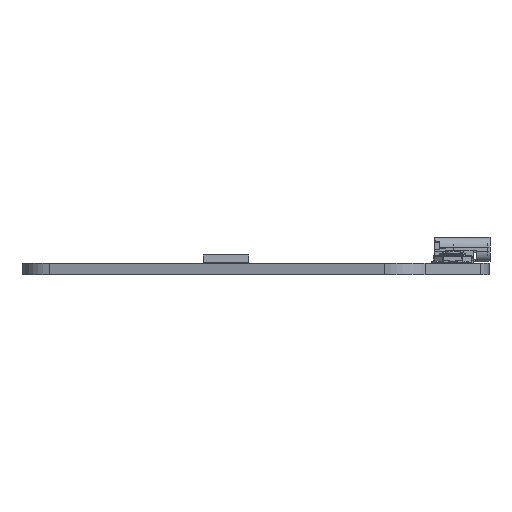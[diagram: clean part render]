
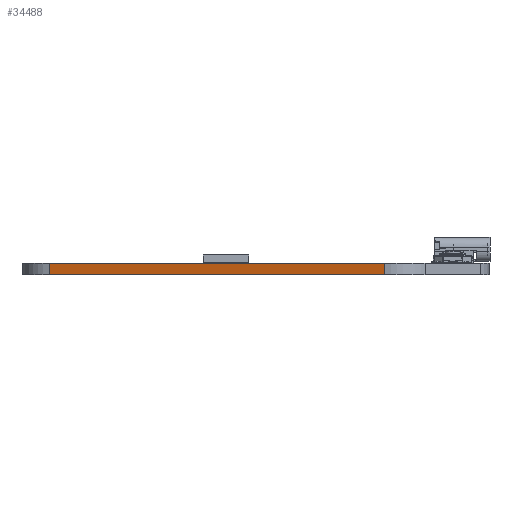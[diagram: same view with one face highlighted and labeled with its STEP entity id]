
A CAD part, left-side view. The second image highlights one B-rep face of the part: STEP entity #34488.
In plain terms, the highlighted planar face has unit normal (-0.954, 0.299, 0).
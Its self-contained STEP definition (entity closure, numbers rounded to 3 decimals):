
#33246 = VERTEX_POINT('',#33247);
#33247 = CARTESIAN_POINT('',(118.464,-64.284,0.));
#33253 = EDGE_CURVE('',#33254,#33246,#33256,.T.);
#33254 = VERTEX_POINT('',#33255);
#33255 = CARTESIAN_POINT('',(104.588,-108.575,0.));
#33256 = LINE('',#33257,#33258);
#33257 = CARTESIAN_POINT('',(104.588,-108.575,0.));
#33258 = VECTOR('',#33259,1.);
#33259 = DIRECTION('',(0.299,0.954,0.));
#33751 = VERTEX_POINT('',#33752);
#33752 = CARTESIAN_POINT('',(118.464,-64.284,1.51));
#33758 = EDGE_CURVE('',#33759,#33751,#33761,.T.);
#33759 = VERTEX_POINT('',#33760);
#33760 = CARTESIAN_POINT('',(104.588,-108.575,1.51));
#33761 = LINE('',#33762,#33763);
#33762 = CARTESIAN_POINT('',(104.588,-108.575,1.51));
#33763 = VECTOR('',#33764,1.);
#33764 = DIRECTION('',(0.299,0.954,0.));
#34458 = EDGE_CURVE('',#33246,#33751,#34459,.T.);
#34459 = LINE('',#34460,#34461);
#34460 = CARTESIAN_POINT('',(118.464,-64.284,0.));
#34461 = VECTOR('',#34462,1.);
#34462 = DIRECTION('',(0.,0.,1.));
#34488 = ADVANCED_FACE('',(#34489),#34500,.T.);
#34489 = FACE_BOUND('',#34490,.T.);
#34490 = EDGE_LOOP('',(#34491,#34497,#34498,#34499));
#34491 = ORIENTED_EDGE('',*,*,#34492,.T.);
#34492 = EDGE_CURVE('',#33254,#33759,#34493,.T.);
#34493 = LINE('',#34494,#34495);
#34494 = CARTESIAN_POINT('',(104.588,-108.575,0.));
#34495 = VECTOR('',#34496,1.);
#34496 = DIRECTION('',(0.,0.,1.));
#34497 = ORIENTED_EDGE('',*,*,#33758,.T.);
#34498 = ORIENTED_EDGE('',*,*,#34458,.F.);
#34499 = ORIENTED_EDGE('',*,*,#33253,.F.);
#34500 = PLANE('',#34501);
#34501 = AXIS2_PLACEMENT_3D('',#34502,#34503,#34504);
#34502 = CARTESIAN_POINT('',(104.588,-108.575,0.));
#34503 = DIRECTION('',(-0.954,0.299,0.));
#34504 = DIRECTION('',(0.299,0.954,0.));
